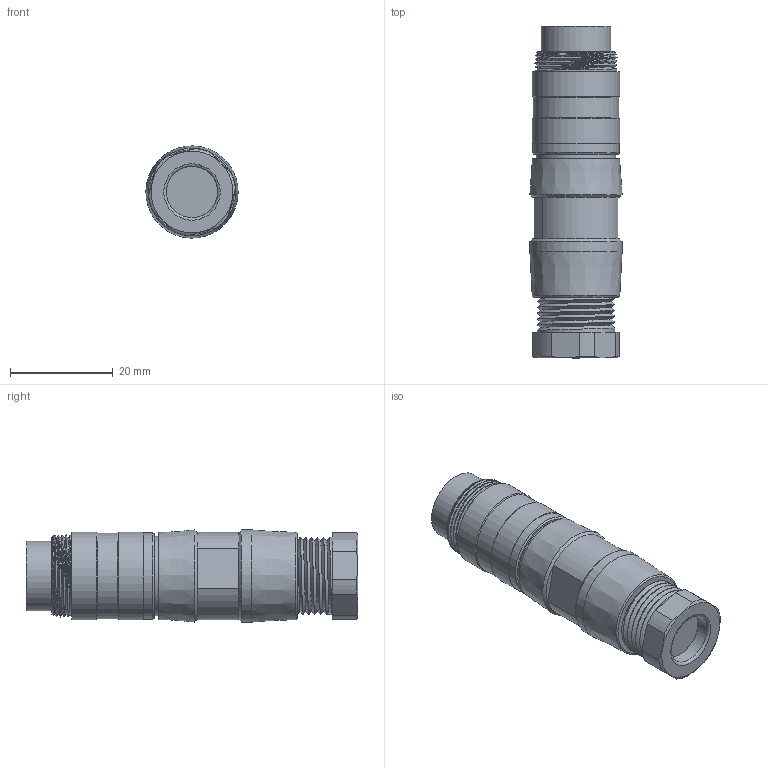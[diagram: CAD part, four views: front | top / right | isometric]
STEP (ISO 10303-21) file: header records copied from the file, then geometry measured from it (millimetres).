
FILE_DESCRIPTION(/* description */ (''),/* implementation_level */ '2;1');
FILE_NAME(/* name */ 't 3260 002 unxc001-01.stp',/* time_stamp */ '2019-07-08T15:13:55+02:00',/* author */ (''),/* organization */ (''),/* preprocessor_version */ 'ST-DEVELOPER v16.7',/* originating_system */ 'SIEMENS PLM Software NX 12.0',/* authorisation */ '');
FILE_SCHEMA (('AUTOMOTIVE_DESIGN { 1 0 10303 214 3 1 1 1 }'));
Length unit declared in the file: millimetre
Products named in the file (1): t 3260 002 unxc001-01
Bounding box: 17.99 x 64.73 x 17.99 mm (x, y, z)
Volume: 395.8 mm3; surface area: 5359.3 mm2
Topology: 1 solids, 2 shells, 102 faces, 244 edges, 157 vertices
Faces by surface type: plane 41, cylinder 29, cone 19, bspline 12, torus 1
Full cylindrical faces by diameter (mm): 1.475 x3, 9 x1, 10 x1, 12 x1, 13.5 x1, 15.2 x1, 15.5 x1, 16.6 x1, 16.8 x1, 17 x2, 18 x1
Entity records: 4561 total; most frequent: CARTESIAN_POINT 2158, DIRECTION 427, ORIENTED_EDGE 364, AXIS2_PLACEMENT_3D 184, EDGE_CURVE 182, EDGE_LOOP 151, VERTEX_POINT 131, ADVANCED_FACE 102
